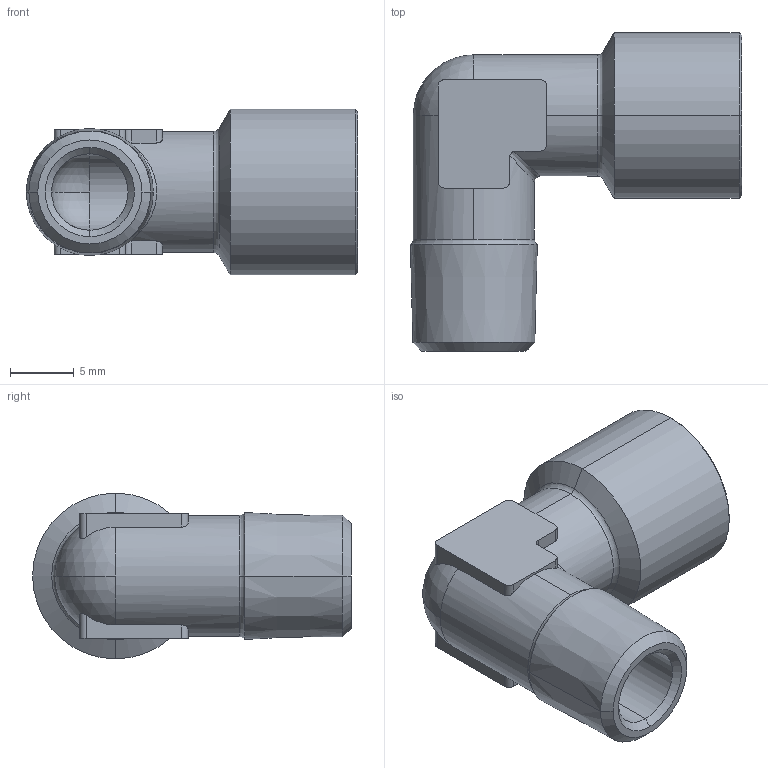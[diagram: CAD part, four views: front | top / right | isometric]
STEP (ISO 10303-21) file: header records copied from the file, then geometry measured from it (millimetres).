
FILE_DESCRIPTION (( 'STEP AP203' ), '1' );
FILE_NAME ('05120001.STEP', '2010-09-13T08:58:03', ( 'Flavio' ), ( '' ), 'SwSTEP 2.0', 'SolidWorks 2009', '' );
FILE_SCHEMA (( 'CONFIG_CONTROL_DESIGN' ));
Length unit declared in the file: millimetre
Products named in the file (1): 05120001
Bounding box: 25.98 x 25 x 13 mm (x, y, z)
Volume: 2102.7 mm3; surface area: 2278.7 mm2
Topology: 1 solids, 1 shells, 63 faces, 161 edges, 98 vertices
Faces by surface type: cylinder 24, plane 16, cone 14, torus 4, sphere 4, bspline 1
Entity records: 2144 total; most frequent: CARTESIAN_POINT 537, DIRECTION 336, ORIENTED_EDGE 318, EDGE_CURVE 159, AXIS2_PLACEMENT_3D 133, VERTEX_POINT 98, CIRCLE 70, VECTOR 70
